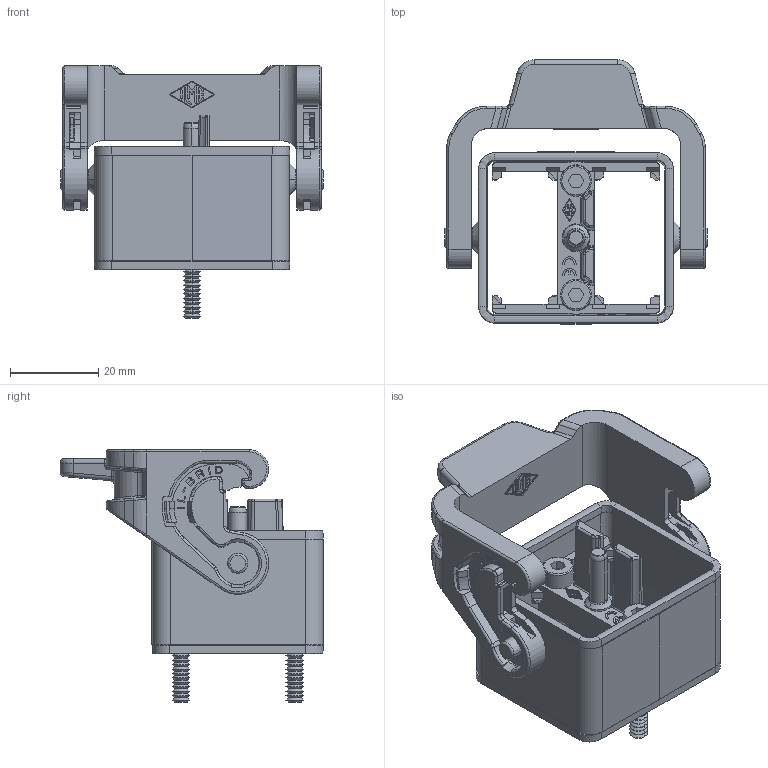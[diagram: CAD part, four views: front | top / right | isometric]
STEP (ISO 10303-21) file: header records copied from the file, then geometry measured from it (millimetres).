
FILE_DESCRIPTION(('Creo Elements/Direct Modeling STEP Export'),'2;1');
FILE_NAME('37jbk2e5pomtll73924','2023-03-17T13:54:45',(''),(''),'Creo Elements/Direct Modeling STEP processor for AP214 (Solid Model)','Creo Elements/Direct Modeling 20.1B 02-Apr-2019 (C) Parametric Technology GmbH','');
FILE_SCHEMA(('AUTOMOTIVE_DESIGN { 1 0 10303 214 1 1 1 1 }'));
Products named in the file (2): CXA 02 I
Assembly tree (1 placements, depth 2):
  CXA 02 I
    CXA 02 I
Bounding box: 59.5 x 59.75 x 57.15 mm (x, y, z)
Volume: 25629 mm3; surface area: 26270.4 mm2
Topology: 1 solids, 1 shells, 2173 faces, 5653 edges, 3541 vertices
Faces by surface type: plane 1050, cylinder 541, bspline 228, cone 212, torus 136, sphere 6
Entity records: 125295 total; most frequent: CARTESIAN_POINT 57770, ORIENTED_EDGE 11298, DIRECTION 9318, EDGE_CURVE 5646, VERTEX_POINT 3541, VECTOR 3446, LINE 3446, AXIS2_PLACEMENT_3D 2936
